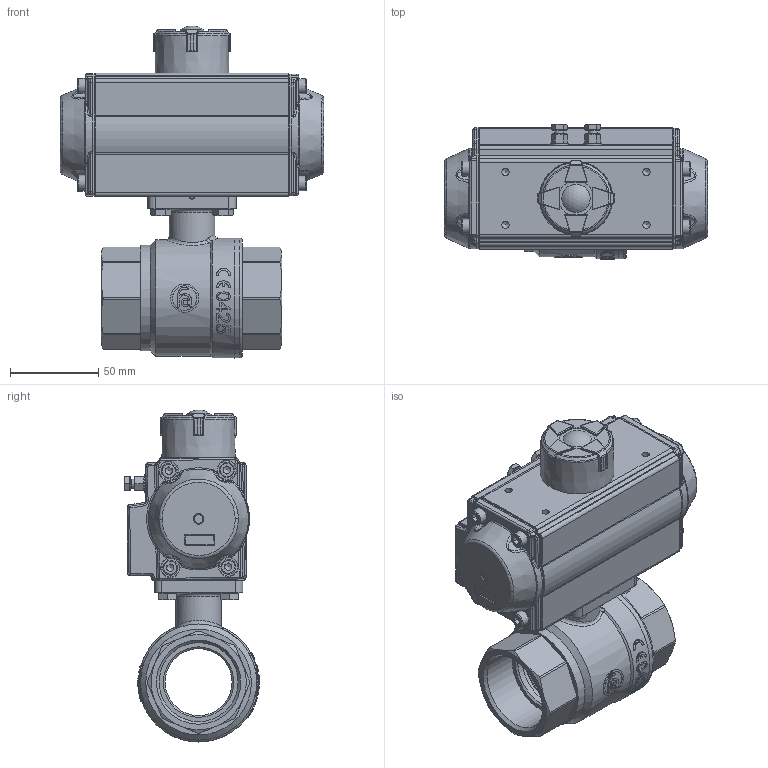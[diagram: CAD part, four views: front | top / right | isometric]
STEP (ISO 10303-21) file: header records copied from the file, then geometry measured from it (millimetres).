
FILE_DESCRIPTION(/* description */ ('Unknown'),/* implementation_level */ '2;1');
FILE_NAME(/* name */ 'PD02 0767-08',/* time_stamp */ '2025-01-14T11:29:58+01:00',/* author */ ('Unknown'),/* organization */ ('Unknown'),/* preprocessor_version */ 'ST-DEVELOPER v19.4',/* originating_system */ 'Solid Edge',/* authorisation */ 'Unknown');
FILE_SCHEMA (('AUTOMOTIVE_DESIGN {1 0 10303 214 3 1 1}'));
Products named in the file (25): PD020767-08; 2.110.040_(767-08); LA0160#11040; OR0072#V43; SE0164#040; LA0161#040; OR0072#V31; LA0022#040; AT0042#36; RO0079#12; PD02_PE01; vt50-2016-06-25; hex bolt gradeab_din_ISO 4014 - M5 x 25 x 16-N; huosai50; vt50-2016-06-25 _______MIR; zhou50; VTE50____; plain washers-n series-grade a gb_GB_FASTENER_WASHER_PWNA 5; hex nut gradec_din_Hexagon Nut ISO 4034 - M5 - N; Optische Anzeige; ______; ________(___________; cup head nib bolts with large head gb_GB_FASTENER_BOLT_CHNBW M6X25-N; socket head cap screw_din_DIN 912 M5 x 16 --- 16N; DIN 933 M6x18 A2-70 BLK_EDST
Assembly tree (44 placements, depth 4):
  PD020767-08
    2.110.040_(767-08)
      LA0160#11040
      OR0072#V43  x2
      SE0164#040  x2
      LA0161#040
      OR0072#V31  x2
      LA0022#040
      AT0042#36
      RO0079#12
    PD02_PE01
      vt50-2016-06-25
      hex bolt gradeab_din_ISO 4014 - M5 x 25 x 16-N  x2
      huosai50  x2
      vt50-2016-06-25 _______MIR
      zhou50
      VTE50____
      plain washers-n series-grade a gb_GB_FASTENER_WASHER_PWNA 5  x2
      hex nut gradec_din_Hexagon Nut ISO 4034 - M5 - N  x2
      Optische Anzeige
        ______
        ________(___________  x4
        cup head nib bolts with large head gb_GB_FASTENER_BOLT_CHNBW M6X25-N
      socket head cap screw_din_DIN 912 M5 x 16 --- 16N  x8
    DIN 933 M6x18 A2-70 BLK_EDST  x4
Bounding box: 149.4 x 76.5 x 188.5 mm (x, y, z)
Volume: 549064.2 mm3; surface area: 239081.2 mm2
Topology: 41 solids, 41 shells, 2882 faces, 7002 edges, 4337 vertices
Faces by surface type: plane 1016, cylinder 813, bspline 415, torus 319, cone 287, sphere 32
Full cylindrical faces by diameter (mm): 2.5 x2, 2.672 x1, 3 x16, 3.3 x8, 4.134 x20, 4.2 x2, 4.66 x1, 4.917 x7, 5 x12, 5.3 x2, 5.5 x1, 6 x9, 6.2 x1, 7 x4, 8 x2, 8.5 x8, 8.566 x2, 10 x8, 11 x1, 11.4 x1, 12 x2, 12.5 x2, 12.8 x2, 12.9 x1, 13 x12, 13.5 x2, 13.876 x1, 14 x5, 15.7 x1, 15.98 x3
Entity records: 78939 total; most frequent: CARTESIAN_POINT 31471, ORIENTED_EDGE 9230, DIRECTION 8526, EDGE_CURVE 4615, AXIS2_PLACEMENT_3D 3408, VERTEX_POINT 3108, FACE_BOUND 2667, EDGE_LOOP 2644
